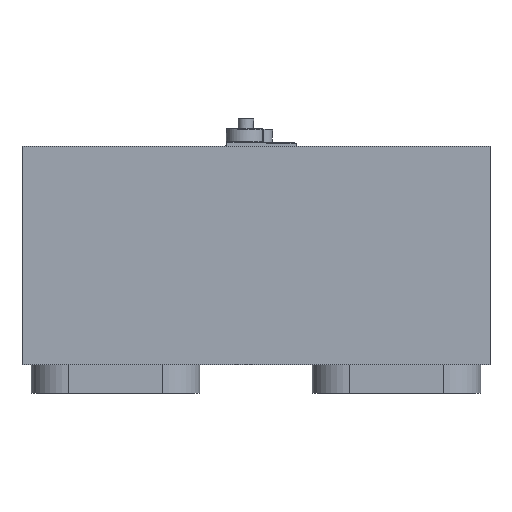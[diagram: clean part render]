
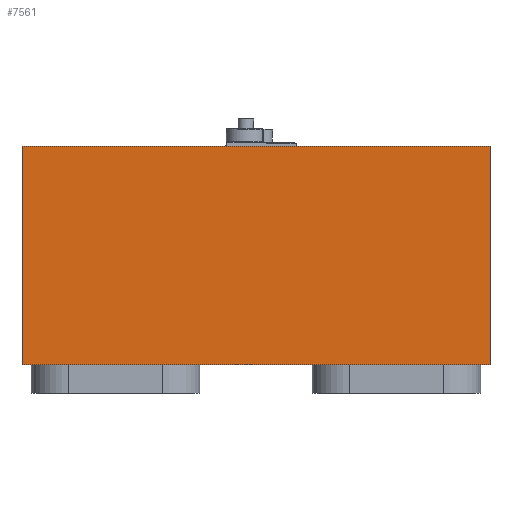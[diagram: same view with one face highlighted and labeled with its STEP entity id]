
A CAD part, front view. The second image highlights one B-rep face of the part: STEP entity #7561.
In plain terms, the highlighted planar face has unit normal (0, -1, 0).
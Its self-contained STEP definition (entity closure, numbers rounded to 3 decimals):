
#945=FACE_OUTER_BOUND('',#1443,.T.);
#1443=EDGE_LOOP('',(#6918,#6919,#6920,#6921));
#2070=LINE('',#14194,#2713);
#2082=LINE('',#14221,#2725);
#2085=LINE('',#14226,#2728);
#2086=LINE('',#14228,#2729);
#2713=VECTOR('',#10110,10.);
#2725=VECTOR('',#10142,10.);
#2728=VECTOR('',#10147,10.);
#2729=VECTOR('',#10150,10.);
#3674=VERTEX_POINT('',#14191);
#3675=VERTEX_POINT('',#14193);
#3680=VERTEX_POINT('',#14220);
#3681=VERTEX_POINT('',#14224);
#4745=EDGE_CURVE('',#3675,#3674,#2070,.T.);
#4757=EDGE_CURVE('',#3674,#3680,#2082,.T.);
#4760=EDGE_CURVE('',#3680,#3681,#2085,.T.);
#4761=EDGE_CURVE('',#3681,#3675,#2086,.T.);
#6918=ORIENTED_EDGE('',*,*,#4745,.T.);
#6919=ORIENTED_EDGE('',*,*,#4757,.T.);
#6920=ORIENTED_EDGE('',*,*,#4760,.T.);
#6921=ORIENTED_EDGE('',*,*,#4761,.T.);
#7131=PLANE('',#8212);
#7561=ADVANCED_FACE('',(#945),#7131,.F.);
#8212=AXIS2_PLACEMENT_3D('',#14229,#10151,#10152);
#10110=DIRECTION('',(-1.,0.,0.));
#10142=DIRECTION('',(0.,0.,-1.));
#10147=DIRECTION('',(1.,0.,0.));
#10150=DIRECTION('',(0.,0.,1.));
#10151=DIRECTION('center_axis',(0.,1.,0.));
#10152=DIRECTION('ref_axis',(1.,0.,0.));
#14191=CARTESIAN_POINT('',(-70.,0.,50.));
#14193=CARTESIAN_POINT('',(80.,0.,50.));
#14194=CARTESIAN_POINT('',(80.,0.,50.));
#14220=CARTESIAN_POINT('',(-70.,0.,-20.));
#14221=CARTESIAN_POINT('',(-70.,0.,50.));
#14224=CARTESIAN_POINT('',(80.,0.,-20.));
#14226=CARTESIAN_POINT('',(-70.,0.,-20.));
#14228=CARTESIAN_POINT('',(80.,0.,-20.));
#14229=CARTESIAN_POINT('Origin',(5.,0.,15.));
